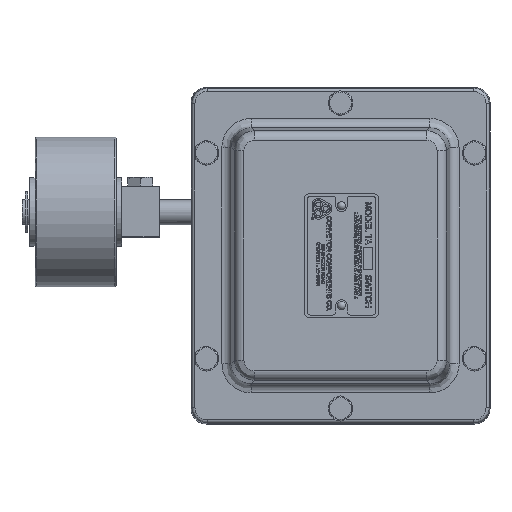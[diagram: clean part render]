
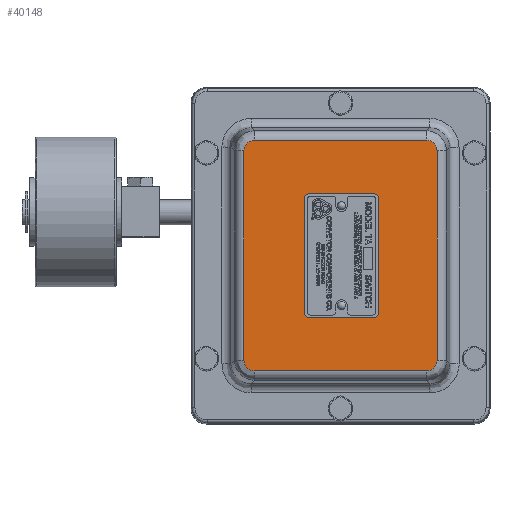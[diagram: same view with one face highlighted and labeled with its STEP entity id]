
A CAD part, top view. The second image highlights one B-rep face of the part: STEP entity #40148.
In plain terms, the highlighted face is planar.
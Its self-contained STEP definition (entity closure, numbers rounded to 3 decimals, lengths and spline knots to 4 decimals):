
#1950=LINE($,#58835,#5795);
#1952=LINE($,#58838,#5797);
#1960=LINE($,#58851,#5805);
#1962=LINE($,#58854,#5807);
#5795=VECTOR($,#46514,3.4503);
#5797=VECTOR($,#46518,4.2003);
#5805=VECTOR($,#46536,4.2003);
#5807=VECTOR($,#46540,3.4503);
#10081=ELLIPSE($,#42899,0.2106,0.21);
#10084=ELLIPSE($,#42906,0.2106,0.21);
#10086=ELLIPSE($,#42910,0.2106,0.21);
#10090=ELLIPSE($,#42920,0.2106,0.21);
#13121=FACE_BOUND($,#14016,.T.);
#13122=FACE_BOUND($,#14017,.T.);
#13123=FACE_BOUND($,#14018,.T.);
#14016=EDGE_LOOP($,(#28243));
#14017=EDGE_LOOP($,(#28244));
#14018=EDGE_LOOP($,(#28245,#28246,#28247,#28248,#28249,#28250,#28251,#28252));
#16642=CIRCLE($,#42825,0.047);
#16644=CIRCLE($,#42829,0.047);
#17431=VERTEX_POINT($,#58208);
#17433=VERTEX_POINT($,#58214);
#17492=VERTEX_POINT($,#58530);
#17494=VERTEX_POINT($,#58534);
#17498=VERTEX_POINT($,#58613);
#17500=VERTEX_POINT($,#58617);
#17502=VERTEX_POINT($,#58656);
#17504=VERTEX_POINT($,#58660);
#17510=VERTEX_POINT($,#58779);
#17512=VERTEX_POINT($,#58783);
#21563=EDGE_CURVE($,#17431,#17431,#16642,.T.);
#21565=EDGE_CURVE($,#17433,#17433,#16644,.T.);
#21646=EDGE_CURVE($,#17494,#17492,#10081,.T.);
#21653=EDGE_CURVE($,#17500,#17498,#10084,.T.);
#21657=EDGE_CURVE($,#17504,#17502,#10086,.T.);
#21667=EDGE_CURVE($,#17512,#17510,#10090,.T.);
#21676=EDGE_CURVE($,#17502,#17512,#1950,.T.);
#21678=EDGE_CURVE($,#17510,#17500,#1952,.T.);
#21686=EDGE_CURVE($,#17492,#17504,#1960,.T.);
#21688=EDGE_CURVE($,#17498,#17494,#1962,.T.);
#28243=ORIENTED_EDGE($,*,*,#21563,.T.);
#28244=ORIENTED_EDGE($,*,*,#21565,.T.);
#28245=ORIENTED_EDGE($,*,*,#21667,.F.);
#28246=ORIENTED_EDGE($,*,*,#21676,.F.);
#28247=ORIENTED_EDGE($,*,*,#21657,.F.);
#28248=ORIENTED_EDGE($,*,*,#21686,.F.);
#28249=ORIENTED_EDGE($,*,*,#21646,.F.);
#28250=ORIENTED_EDGE($,*,*,#21688,.F.);
#28251=ORIENTED_EDGE($,*,*,#21653,.F.);
#28252=ORIENTED_EDGE($,*,*,#21678,.F.);
#38551=PLANE($,#42936);
#40148=ADVANCED_FACE($,(#13121,#13122,#13123),#38551,.F.);
#42825=AXIS2_PLACEMENT_3D($,#58209,#46268,#46269);
#42829=AXIS2_PLACEMENT_3D($,#58215,#46276,#46277);
#42899=AXIS2_PLACEMENT_3D($,#58536,#46451,#46452);
#42906=AXIS2_PLACEMENT_3D($,#58619,#46465,#46466);
#42910=AXIS2_PLACEMENT_3D($,#58662,#46473,#46474);
#42920=AXIS2_PLACEMENT_3D($,#58785,#46493,#46494);
#42936=AXIS2_PLACEMENT_3D($,#58858,#46545,#46546);
#46268=DIRECTION('center_axis',(0.,0.,1.));
#46269=DIRECTION('ref_axis',(-1.,0.,0.));
#46276=DIRECTION('center_axis',(0.,0.,1.));
#46277=DIRECTION('ref_axis',(-1.,0.,0.));
#46451=DIRECTION('center_axis',(0.,0.,1.));
#46452=DIRECTION('ref_axis',(0.707,0.707,0.));
#46465=DIRECTION('center_axis',(0.,0.,1.));
#46466=DIRECTION('ref_axis',(0.707,-0.707,0.));
#46473=DIRECTION('center_axis',(0.,0.,1.));
#46474=DIRECTION('ref_axis',(-0.707,0.707,0.));
#46493=DIRECTION('center_axis',(0.,0.,1.));
#46494=DIRECTION('ref_axis',(-0.707,-0.707,0.));
#46514=DIRECTION($,(0.,-1.,0.));
#46518=DIRECTION($,(1.,0.,0.));
#46536=DIRECTION($,(-1.,0.,0.));
#46540=DIRECTION($,(0.,1.,0.));
#46545=DIRECTION('center_axis',(0.,0.,1.));
#46546=DIRECTION('ref_axis',(1.,0.,0.));
#58208=CARTESIAN_POINT('',(-1.049,0.02,-2.));
#58209=CARTESIAN_POINT('Origin',(-1.002,0.02,-2.));
#58214=CARTESIAN_POINT('',(0.951,0.02,-2.));
#58215=CARTESIAN_POINT('Origin',(0.998,0.02,-2.));
#58530=CARTESIAN_POINT('',(2.1002,1.9349,-2.));
#58534=CARTESIAN_POINT('',(2.3099,1.7252,-2.));
#58536=CARTESIAN_POINT('Origin',(2.0996,1.7246,-2.));
#58613=CARTESIAN_POINT('',(2.3099,-1.7252,-2.));
#58617=CARTESIAN_POINT('',(2.1002,-1.9349,-2.));
#58619=CARTESIAN_POINT('Origin',(2.0996,-1.7246,-2.));
#58656=CARTESIAN_POINT('',(-2.3099,1.7252,-2.));
#58660=CARTESIAN_POINT('',(-2.1002,1.9349,-2.));
#58662=CARTESIAN_POINT('Origin',(-2.0996,1.7246,-2.));
#58779=CARTESIAN_POINT('',(-2.1002,-1.9349,-2.));
#58783=CARTESIAN_POINT('',(-2.3099,-1.7252,-2.));
#58785=CARTESIAN_POINT('Origin',(-2.0996,-1.7246,-2.));
#58835=CARTESIAN_POINT($,(-2.3099,1.11,-2.));
#58838=CARTESIAN_POINT($,(-1.2975,-1.9349,-2.));
#58851=CARTESIAN_POINT($,(1.2975,1.9349,-2.));
#58854=CARTESIAN_POINT($,(2.3099,-1.11,-2.));
#58858=CARTESIAN_POINT('Origin',(0.,0.,
-2.));
